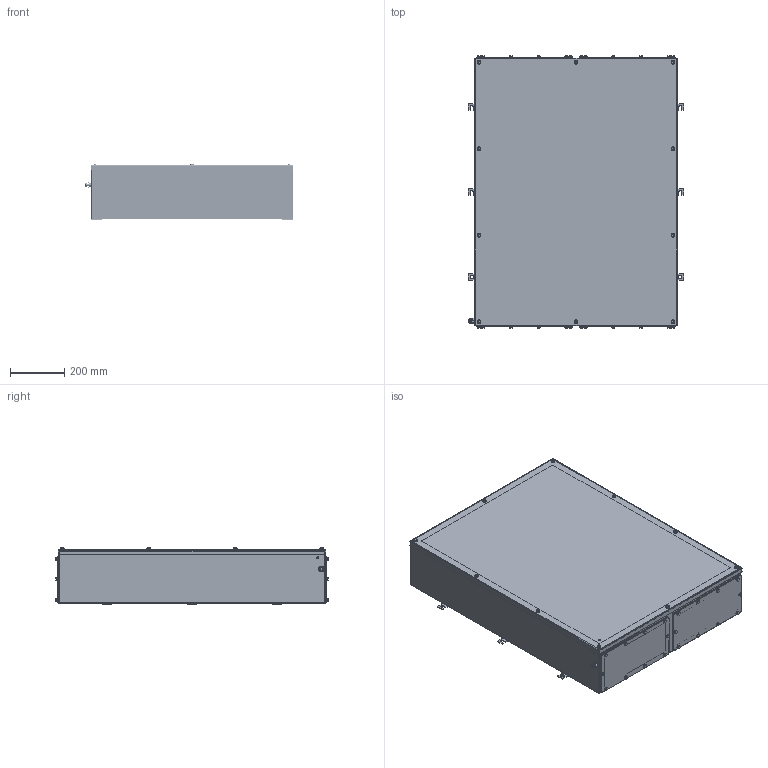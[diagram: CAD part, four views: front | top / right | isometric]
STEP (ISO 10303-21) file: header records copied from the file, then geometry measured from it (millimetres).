
FILE_DESCRIPTION(('CATIA V5 STEP Exchange','CAx-IF Rec.Pracs.--- Model Styling and Organization---1.4--- 2014-01-23'),'2;1');
FILE_NAME ('008711-4_2_1196720000_1196720000.stp','2019-09-25T11:55:51+00:00',('none'),('Weidmueller'),'CATIA Version 5-6 Release 2016 SP3 HF44','CATIA V5 STEP AP214','none');
FILE_SCHEMA(('AUTOMOTIVE_DESIGN { 1 0 10303 214 1 1 1 1 }'));
Products named in the file (1): Product6_AllCATPart
Bounding box: 791 x 1002 x 208.5 mm (x, y, z)
Volume: 4411253 mm3; surface area: 5144858.4 mm2
Topology: 155 solids, 155 shells, 3299 faces, 7530 edges, 4677 vertices
Faces by surface type: cylinder 1442, plane 1131, cone 646, torus 64, sphere 16
Entity records: 87993 total; most frequent: CARTESIAN_POINT 18965, ORIENTED_EDGE 14792, DIRECTION 11459, EDGE_CURVE 7396, AXIS2_PLACEMENT_3D 5448, VERTEX_POINT 4677, EDGE_LOOP 3925, VECTOR 3690
